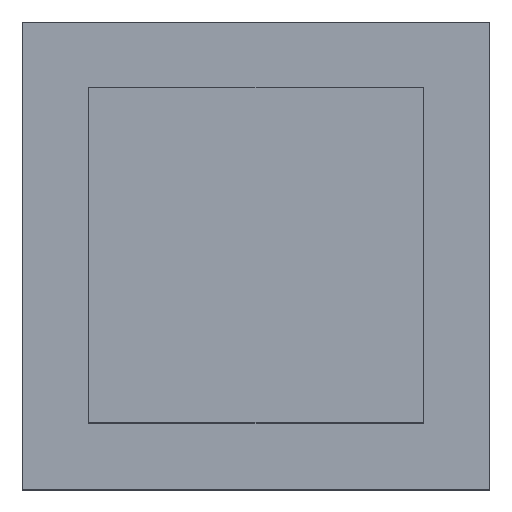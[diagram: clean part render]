
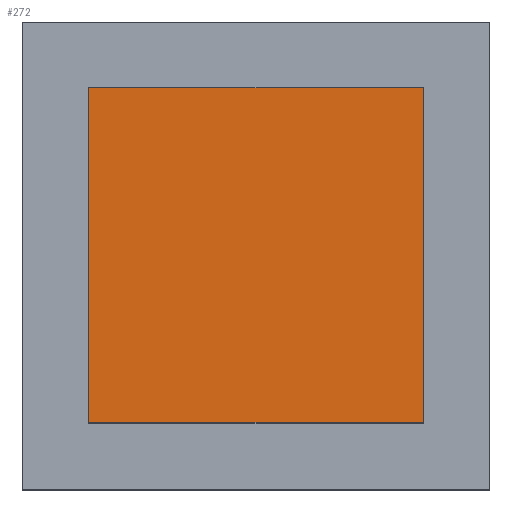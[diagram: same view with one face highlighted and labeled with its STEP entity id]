
A CAD part, top view. The second image highlights one B-rep face of the part: STEP entity #272.
In plain terms, the highlighted planar face has unit normal (0, 0, 1).
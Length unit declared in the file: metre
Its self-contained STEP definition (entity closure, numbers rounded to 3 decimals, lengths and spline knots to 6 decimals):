
#28=ORIENTED_EDGE('',*,*,#87,.T.);
#29=ORIENTED_EDGE('',*,*,#90,.T.);
#30=ORIENTED_EDGE('',*,*,#93,.T.);
#31=ORIENTED_EDGE('',*,*,#95,.T.);
#87=EDGE_CURVE('',#120,#123,#147,.T.);
#90=EDGE_CURVE('',#123,#125,#150,.T.);
#93=EDGE_CURVE('',#125,#127,#153,.T.);
#95=EDGE_CURVE('',#127,#120,#155,.T.);
#120=VERTEX_POINT('',#386);
#123=VERTEX_POINT('',#391);
#125=VERTEX_POINT('',#397);
#127=VERTEX_POINT('',#403);
#147=LINE('',#392,#183);
#150=LINE('',#398,#186);
#153=LINE('',#404,#189);
#155=LINE('',#407,#191);
#183=VECTOR('',#320,1.);
#186=VECTOR('',#325,1.);
#189=VECTOR('',#330,1.);
#191=VECTOR('',#334,1.);
#220=EDGE_LOOP('',(#28,#29,#30,#31));
#238=FACE_BOUND('',#220,.T.);
#256=PLANE('',#301);
#272=ADVANCED_FACE('',(#238),#256,.T.);
#301=AXIS2_PLACEMENT_3D('',#408,#335,#336);
#320=DIRECTION('',(0.,-1.,0.));
#325=DIRECTION('',(1.,0.,0.));
#330=DIRECTION('',(0.,1.,0.));
#334=DIRECTION('',(-1.,0.,0.));
#335=DIRECTION('',(0.,0.,1.));
#336=DIRECTION('',(1.,0.,0.));
#386=CARTESIAN_POINT('',(-0.0025,0.0112,0.015));
#391=CARTESIAN_POINT('',(-0.0025,0.0062,0.015));
#392=CARTESIAN_POINT('',(-0.0025,0.0087,0.015));
#397=CARTESIAN_POINT('',(0.0025,0.0062,0.015));
#398=CARTESIAN_POINT('',(0.,0.0062,0.015));
#403=CARTESIAN_POINT('',(0.0025,0.0112,0.015));
#404=CARTESIAN_POINT('',(0.0025,0.0087,0.015));
#407=CARTESIAN_POINT('',(0.,0.0112,0.015));
#408=CARTESIAN_POINT('',(0.,0.000031,0.015));
